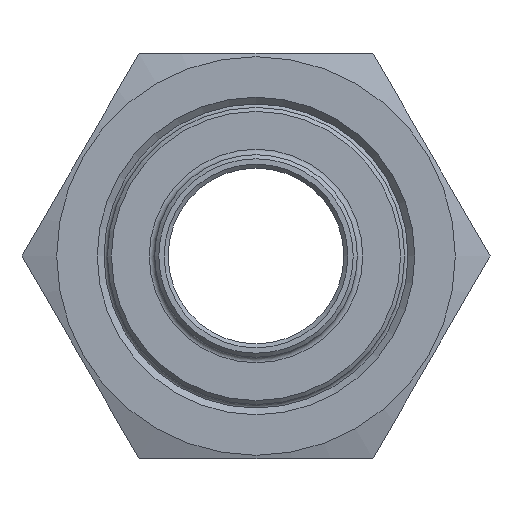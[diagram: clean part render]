
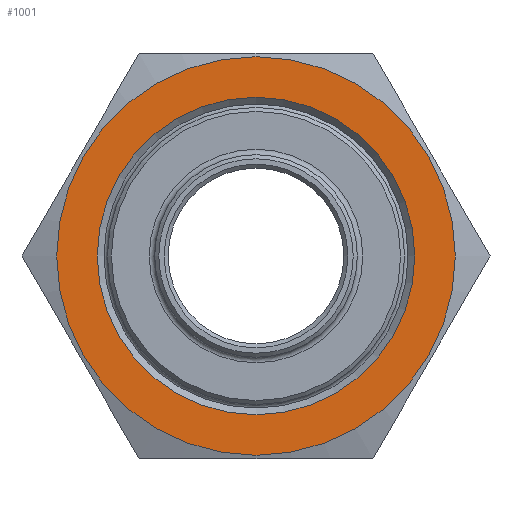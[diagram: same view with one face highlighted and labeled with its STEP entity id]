
A CAD part, left-side view. The second image highlights one B-rep face of the part: STEP entity #1001.
In plain terms, the highlighted planar face has unit normal (-1, 0, 0).
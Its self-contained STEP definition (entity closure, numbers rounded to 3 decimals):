
#69=FACE_BOUND('',#193,.T.);
#85=PLANE('',#1148);
#126=FACE_OUTER_BOUND('',#192,.T.);
#192=EDGE_LOOP('',(#724));
#193=EDGE_LOOP('',(#725));
#348=CIRCLE('',#1138,14.75);
#349=CIRCLE('',#1143,11.75);
#444=VERTEX_POINT('',#1716);
#445=VERTEX_POINT('',#1727);
#545=EDGE_CURVE('',#444,#444,#348,.T.);
#550=EDGE_CURVE('',#445,#445,#349,.T.);
#724=ORIENTED_EDGE('',*,*,#545,.T.);
#725=ORIENTED_EDGE('',*,*,#550,.F.);
#1001=ADVANCED_FACE('',(#126,#69),#85,.F.);
#1138=AXIS2_PLACEMENT_3D('',#1718,#1314,#1315);
#1143=AXIS2_PLACEMENT_3D('',#1728,#1328,#1329);
#1148=AXIS2_PLACEMENT_3D('',#1738,#1340,#1341);
#1314=DIRECTION('center_axis',(-1.,0.,0.));
#1315=DIRECTION('ref_axis',(0.,1.,0.));
#1328=DIRECTION('center_axis',(-1.,0.,0.));
#1329=DIRECTION('ref_axis',(0.,-1.,0.));
#1340=DIRECTION('center_axis',(1.,0.,0.));
#1341=DIRECTION('ref_axis',(0.,0.,-1.));
#1716=CARTESIAN_POINT('',(-15.,-14.75,0.));
#1718=CARTESIAN_POINT('Origin',(-15.,0.,0.));
#1727=CARTESIAN_POINT('',(-15.,11.75,0.));
#1728=CARTESIAN_POINT('Origin',(-15.,0.,0.));
#1738=CARTESIAN_POINT('Origin',(-15.,0.,0.));
